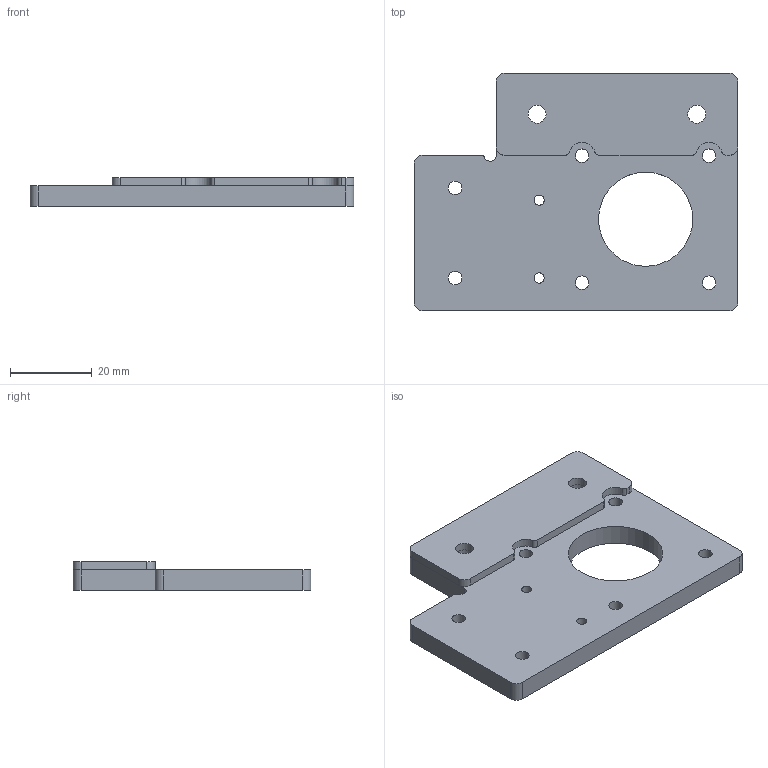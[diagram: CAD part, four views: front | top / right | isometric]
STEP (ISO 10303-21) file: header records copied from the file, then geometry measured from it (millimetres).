
FILE_DESCRIPTION(('FreeCAD Model'),'2;1');
FILE_NAME('Open CASCADE Shape Model','2024-06-28T23:20:39',(''),(''), 'Open CASCADE STEP processor 7.6','FreeCAD','Unknown');
FILE_SCHEMA(('AUTOMOTIVE_DESIGN { 1 0 10303 214 1 1 1 1 }'));
Length unit declared in the file: millimetre
Products named in the file (1): Body
Bounding box: 79 x 58 x 7 mm (x, y, z)
Volume: 20564 mm3; surface area: 9954.8 mm2
Topology: 1 solids, 1 shells, 45 faces, 122 edges, 79 vertices
Faces by surface type: cylinder 30, plane 15
Full cylindrical faces by diameter (mm): 2.5 x2, 3.3 x6, 4.4 x4, 23 x1
Entity records: 1502 total; most frequent: DIRECTION 270, CARTESIAN_POINT 247, ORIENTED_EDGE 244, EDGE_CURVE 122, AXIS2_PLACEMENT_3D 102, VERTEX_POINT 79, FACE_BOUND 67, EDGE_LOOP 67
